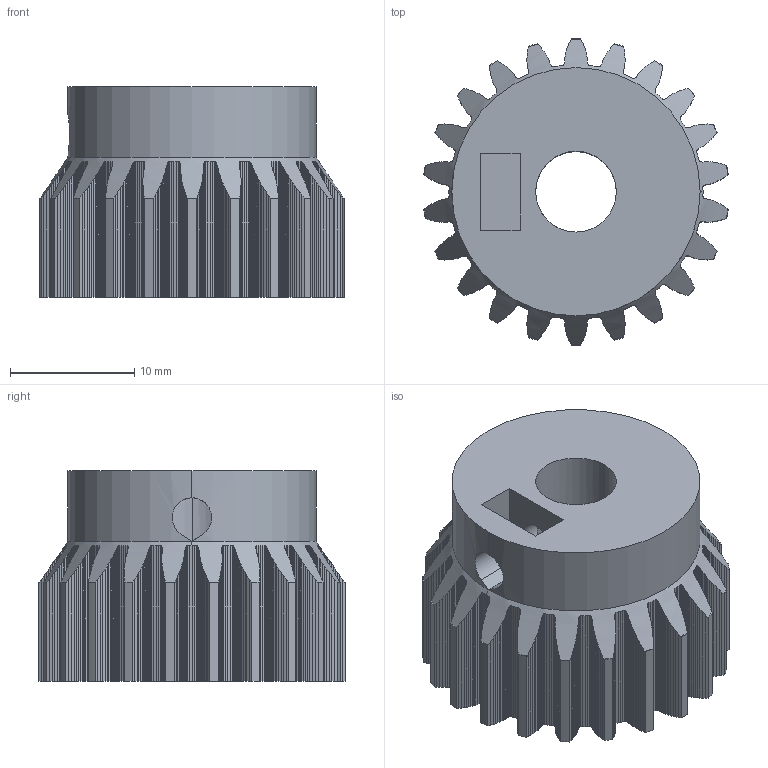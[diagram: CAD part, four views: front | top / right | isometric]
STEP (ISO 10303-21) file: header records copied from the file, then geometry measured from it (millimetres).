
FILE_DESCRIPTION (( 'STEP AP214' ), '1' );
FILE_NAME ('potentiometerGear.STEP', '2022-09-11T03:14:38', ( '' ), ( '' ), 'SwSTEP 2.0', 'SolidWorks 2020', '' );
FILE_SCHEMA (( 'AUTOMOTIVE_DESIGN' ));
Length unit declared in the file: millimetre
Products named in the file (1): potentiometerGear
Bounding box: 24.53 x 24.69 x 17 mm (x, y, z)
Volume: 5401 mm3; surface area: 2929.9 mm2
Topology: 1 solids, 1 shells, 1168 faces, 3492 edges, 2326 vertices
Faces by surface type: plane 1134, cylinder 32, cone 2
Entity records: 39770 total; most frequent: CARTESIAN_POINT 10411, ORIENTED_EDGE 6984, DIRECTION 4798, EDGE_CURVE 3492, VERTEX_POINT 2326, VECTOR 2300, LINE 2300, AXIS2_PLACEMENT_3D 1249
